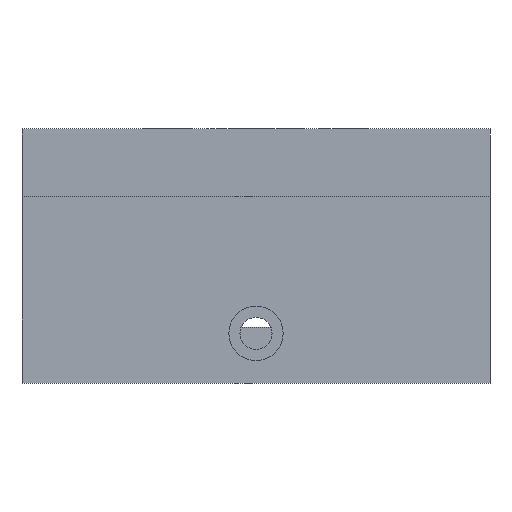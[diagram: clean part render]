
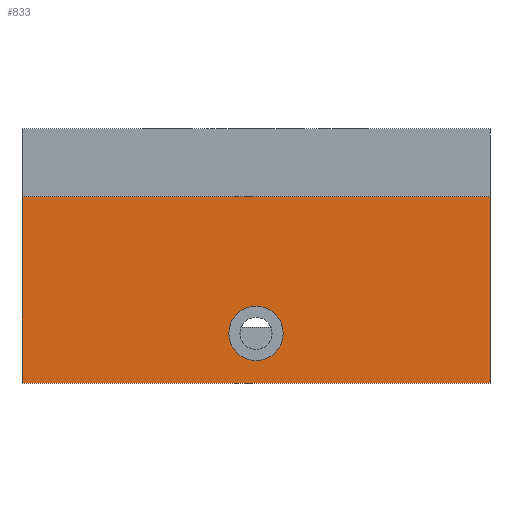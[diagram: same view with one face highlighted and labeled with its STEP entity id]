
A CAD part, front view. The second image highlights one B-rep face of the part: STEP entity #833.
In plain terms, the highlighted planar face has unit normal (0, -1, 0).
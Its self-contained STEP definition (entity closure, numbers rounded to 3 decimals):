
#65=FACE_BOUND('',#188,.T.);
#87=PLANE('',#929);
#133=FACE_OUTER_BOUND('',#187,.T.);
#187=EDGE_LOOP('',(#699,#700,#701,#702));
#188=EDGE_LOOP('',(#703));
#235=LINE('',#1375,#304);
#242=LINE('',#1389,#311);
#243=LINE('',#1391,#312);
#244=LINE('',#1392,#313);
#304=VECTOR('',#1089,10.);
#311=VECTOR('',#1100,10.);
#312=VECTOR('',#1101,10.);
#313=VECTOR('',#1102,19.05);
#345=CIRCLE('',#876,2.781);
#369=VERTEX_POINT('',#1176);
#414=VERTEX_POINT('',#1373);
#415=VERTEX_POINT('',#1374);
#420=VERTEX_POINT('',#1388);
#421=VERTEX_POINT('',#1390);
#443=EDGE_CURVE('',#369,#369,#345,.T.);
#516=EDGE_CURVE('',#414,#415,#235,.T.);
#523=EDGE_CURVE('',#420,#415,#242,.T.);
#524=EDGE_CURVE('',#421,#420,#243,.T.);
#525=EDGE_CURVE('',#414,#421,#244,.T.);
#699=ORIENTED_EDGE('',*,*,#516,.T.);
#700=ORIENTED_EDGE('',*,*,#523,.F.);
#701=ORIENTED_EDGE('',*,*,#524,.F.);
#702=ORIENTED_EDGE('',*,*,#525,.F.);
#703=ORIENTED_EDGE('',*,*,#443,.T.);
#833=ADVANCED_FACE('',(#133,#65),#87,.F.);
#876=AXIS2_PLACEMENT_3D('',#1177,#957,#958);
#929=AXIS2_PLACEMENT_3D('',#1387,#1098,#1099);
#957=DIRECTION('center_axis',(0.,1.,0.));
#958=DIRECTION('ref_axis',(1.,0.,0.));
#1089=DIRECTION('',(-1.,0.,0.));
#1098=DIRECTION('center_axis',(0.,1.,0.));
#1099=DIRECTION('ref_axis',(0.,0.,1.));
#1100=DIRECTION('',(0.,0.,1.));
#1101=DIRECTION('',(-1.,0.,0.));
#1102=DIRECTION('',(0.,0.,-1.));
#1176=CARTESIAN_POINT('',(-2.781,0.,-4.445));
#1177=CARTESIAN_POINT('Origin',(0.,0.,-4.445));
#1373=CARTESIAN_POINT('',(23.94,0.,9.525));
#1374=CARTESIAN_POINT('',(-23.94,0.,9.525));
#1375=CARTESIAN_POINT('',(-11.97,0.,9.525));
#1387=CARTESIAN_POINT('Origin',(0.,0.,0.));
#1388=CARTESIAN_POINT('',(-23.94,0.,-9.525));
#1389=CARTESIAN_POINT('',(-23.94,0.,-9.525));
#1390=CARTESIAN_POINT('',(23.94,0.,-9.525));
#1391=CARTESIAN_POINT('',(18.32,0.,-9.525));
#1392=CARTESIAN_POINT('',(23.94,0.,9.525));
